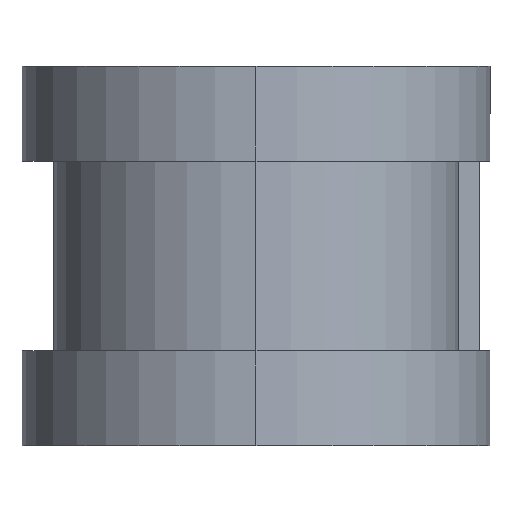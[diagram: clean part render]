
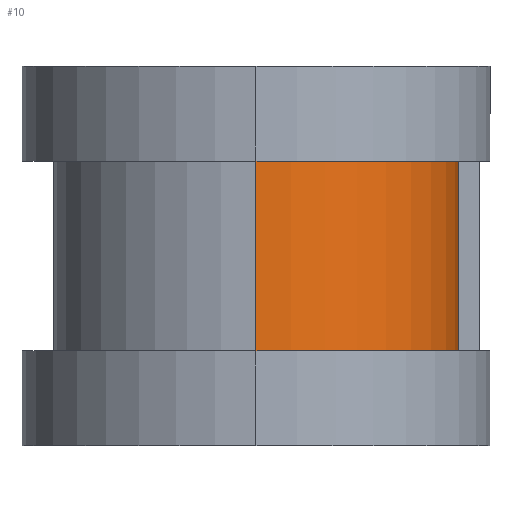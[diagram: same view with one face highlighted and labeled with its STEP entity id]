
A CAD part, left-side view. The second image highlights one B-rep face of the part: STEP entity #10.
In plain terms, the highlighted cylindrical face has radius 9.6 mm (diameter 19.2 mm), a partial arc.
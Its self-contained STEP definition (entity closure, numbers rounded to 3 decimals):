
#10 = ADVANCED_FACE ( 'NONE', ( #1213 ), #1252, .T. ) ;
#14 = CARTESIAN_POINT ( 'NONE',  ( 0., -0.6, -4.5 ) ) ;
#57 = AXIS2_PLACEMENT_3D ( 'NONE', #418, #896, #908 ) ;
#133 = ORIENTED_EDGE ( 'NONE', *, *, #175, .F. ) ;
#158 = VERTEX_POINT ( 'NONE', #542 ) ;
#175 = EDGE_CURVE ( 'NONE', #966, #1107, #1398, .T. ) ;
#192 = VECTOR ( 'NONE', #1130, 1000. ) ;
#236 = EDGE_CURVE ( 'NONE', #1538, #158, #285, .T. ) ;
#250 = ORIENTED_EDGE ( 'NONE', *, *, #588, .T. ) ;
#252 = ORIENTED_EDGE ( 'NONE', *, *, #236, .T. ) ;
#285 = LINE ( 'NONE', #760, #192 ) ;
#401 = CARTESIAN_POINT ( 'NONE',  ( 0., 9., 7.5 ) ) ;
#418 = CARTESIAN_POINT ( 'NONE',  ( 0., 9., -4.5 ) ) ;
#542 = CARTESIAN_POINT ( 'NONE',  ( -9.6, 9., -4.5 ) ) ;
#543 = VECTOR ( 'NONE', #1023, 1000. ) ;
#545 = AXIS2_PLACEMENT_3D ( 'NONE', #1444, #869, #842 ) ;
#588 = EDGE_CURVE ( 'NONE', #966, #1538, #1071, .T. ) ;
#589 = CARTESIAN_POINT ( 'NONE',  ( 0., -0.6, 4.5 ) ) ;
#760 = CARTESIAN_POINT ( 'NONE',  ( -9.6, 9., 7.5 ) ) ;
#768 = AXIS2_PLACEMENT_3D ( 'NONE', #401, #1360, #1005 ) ;
#831 = ORIENTED_EDGE ( 'NONE', *, *, #1238, .F. ) ;
#842 = DIRECTION ( 'NONE',  ( 0., -1., 0. ) ) ;
#857 = CARTESIAN_POINT ( 'NONE',  ( -9.6, 9., 4.5 ) ) ;
#869 = DIRECTION ( 'NONE',  ( 0., 0., -1. ) ) ;
#896 = DIRECTION ( 'NONE',  ( 0., 0., -1. ) ) ;
#908 = DIRECTION ( 'NONE',  ( 0., -1., 0. ) ) ;
#966 = VERTEX_POINT ( 'NONE', #589 ) ;
#1005 = DIRECTION ( 'NONE',  ( -1., 0., 0. ) ) ;
#1023 = DIRECTION ( 'NONE',  ( 0., 0., -1. ) ) ;
#1071 = CIRCLE ( 'NONE', #545, 9.6 ) ;
#1073 = CARTESIAN_POINT ( 'NONE',  ( 0., -0.6, 7.5 ) ) ;
#1077 = EDGE_LOOP ( 'NONE', ( #250, #252, #831, #133 ) ) ;
#1107 = VERTEX_POINT ( 'NONE', #14 ) ;
#1130 = DIRECTION ( 'NONE',  ( 0., 0., -1. ) ) ;
#1213 = FACE_OUTER_BOUND ( 'NONE', #1077, .T. ) ;
#1238 = EDGE_CURVE ( 'NONE', #1107, #158, #1438, .T. ) ;
#1252 = CYLINDRICAL_SURFACE ( 'NONE', #768, 9.6 ) ;
#1360 = DIRECTION ( 'NONE',  ( 0., 0., -1. ) ) ;
#1398 = LINE ( 'NONE', #1073, #543 ) ;
#1438 = CIRCLE ( 'NONE', #57, 9.6 ) ;
#1444 = CARTESIAN_POINT ( 'NONE',  ( 0., 9., 4.5 ) ) ;
#1538 = VERTEX_POINT ( 'NONE', #857 ) ;
